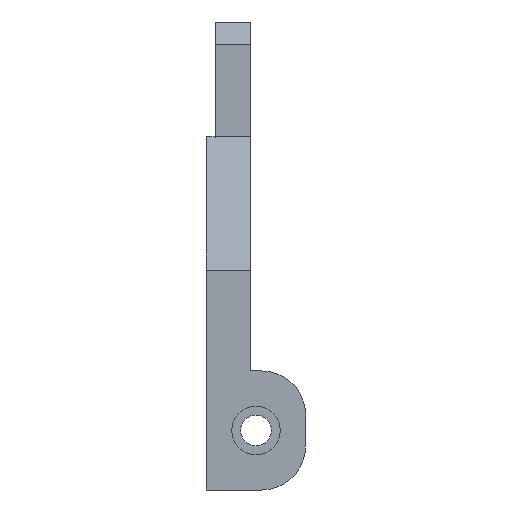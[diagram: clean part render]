
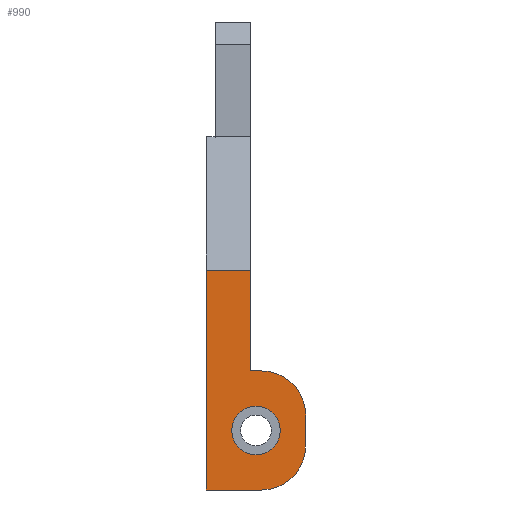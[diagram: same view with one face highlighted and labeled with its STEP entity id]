
A CAD part, left-side view. The second image highlights one B-rep face of the part: STEP entity #990.
In plain terms, the highlighted planar face has unit normal (-1, 0, 0).
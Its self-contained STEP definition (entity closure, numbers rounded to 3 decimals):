
#55=FACE_BOUND('',#212,.T.);
#99=CIRCLE('',#1087,20.);
#100=CIRCLE('',#1088,20.);
#101=CIRCLE('',#1089,11.);
#138=FACE_OUTER_BOUND('',#211,.T.);
#211=EDGE_LOOP('',(#746,#747,#748,#749,#750,#751,#752,#753));
#212=EDGE_LOOP('',(#754));
#299=LINE('',#1519,#383);
#313=LINE('',#1588,#397);
#314=LINE('',#1590,#398);
#315=LINE('',#1594,#399);
#316=LINE('',#1597,#400);
#317=LINE('',#1598,#401);
#383=VECTOR('',#1194,10.);
#397=VECTOR('',#1266,10.);
#398=VECTOR('',#1267,10.);
#399=VECTOR('',#1270,10.);
#400=VECTOR('',#1273,10.);
#401=VECTOR('',#1274,10.);
#470=VERTEX_POINT('',#1516);
#471=VERTEX_POINT('',#1518);
#496=VERTEX_POINT('',#1586);
#497=VERTEX_POINT('',#1587);
#498=VERTEX_POINT('',#1589);
#499=VERTEX_POINT('',#1591);
#500=VERTEX_POINT('',#1593);
#501=VERTEX_POINT('',#1595);
#502=VERTEX_POINT('',#1599);
#560=EDGE_CURVE('',#471,#470,#299,.T.);
#594=EDGE_CURVE('',#496,#497,#313,.T.);
#595=EDGE_CURVE('',#497,#498,#314,.T.);
#596=EDGE_CURVE('',#498,#499,#99,.T.);
#597=EDGE_CURVE('',#499,#500,#315,.T.);
#598=EDGE_CURVE('',#500,#501,#100,.T.);
#599=EDGE_CURVE('',#501,#471,#316,.T.);
#600=EDGE_CURVE('',#496,#470,#317,.T.);
#601=EDGE_CURVE('',#502,#502,#101,.T.);
#746=ORIENTED_EDGE('',*,*,#594,.T.);
#747=ORIENTED_EDGE('',*,*,#595,.T.);
#748=ORIENTED_EDGE('',*,*,#596,.T.);
#749=ORIENTED_EDGE('',*,*,#597,.T.);
#750=ORIENTED_EDGE('',*,*,#598,.T.);
#751=ORIENTED_EDGE('',*,*,#599,.T.);
#752=ORIENTED_EDGE('',*,*,#560,.T.);
#753=ORIENTED_EDGE('',*,*,#600,.F.);
#754=ORIENTED_EDGE('',*,*,#601,.T.);
#949=PLANE('',#1086);
#990=ADVANCED_FACE('',(#138,#55),#949,.T.);
#1086=AXIS2_PLACEMENT_3D('',#1585,#1264,#1265);
#1087=AXIS2_PLACEMENT_3D('',#1592,#1268,#1269);
#1088=AXIS2_PLACEMENT_3D('',#1596,#1271,#1272);
#1089=AXIS2_PLACEMENT_3D('',#1600,#1275,#1276);
#1194=DIRECTION('',(0.,0.,1.));
#1264=DIRECTION('center_axis',(-1.,0.,0.));
#1265=DIRECTION('ref_axis',(0.,0.,-1.));
#1266=DIRECTION('',(0.,0.,-1.));
#1267=DIRECTION('',(0.,-1.,0.));
#1268=DIRECTION('center_axis',(-1.,0.,0.));
#1269=DIRECTION('ref_axis',(0.,0.,-1.));
#1270=DIRECTION('',(0.,0.,1.));
#1271=DIRECTION('center_axis',(-1.,0.,0.));
#1272=DIRECTION('ref_axis',(0.,-1.,0.));
#1273=DIRECTION('',(0.,1.,0.));
#1274=DIRECTION('',(0.,-1.,0.));
#1275=DIRECTION('center_axis',(1.,0.,0.));
#1276=DIRECTION('ref_axis',(0.,-1.,0.));
#1516=CARTESIAN_POINT('',(34.597,-55.622,196.813));
#1518=CARTESIAN_POINT('',(34.597,-55.622,151.054));
#1519=CARTESIAN_POINT('',(34.597,-55.622,183.063));
#1585=CARTESIAN_POINT('Origin',(34.597,-35.622,196.813));
#1586=CARTESIAN_POINT('',(34.597,-35.622,196.813));
#1587=CARTESIAN_POINT('',(34.597,-35.622,97.054));
#1588=CARTESIAN_POINT('',(34.597,-35.622,181.813));
#1589=CARTESIAN_POINT('',(34.597,-60.622,97.054));
#1590=CARTESIAN_POINT('',(34.597,-55.622,97.054));
#1591=CARTESIAN_POINT('',(34.597,-80.622,117.054));
#1592=CARTESIAN_POINT('Origin',(34.597,-60.622,117.054));
#1593=CARTESIAN_POINT('',(34.597,-80.622,131.054));
#1594=CARTESIAN_POINT('',(34.597,-80.622,131.054));
#1595=CARTESIAN_POINT('',(34.597,-60.622,151.054));
#1596=CARTESIAN_POINT('Origin',(34.597,-60.622,131.054));
#1597=CARTESIAN_POINT('',(34.597,-55.622,151.054));
#1598=CARTESIAN_POINT('',(34.597,-35.622,196.813));
#1599=CARTESIAN_POINT('',(34.597,-47.122,124.054));
#1600=CARTESIAN_POINT('Origin',(34.597,-58.122,124.054));
